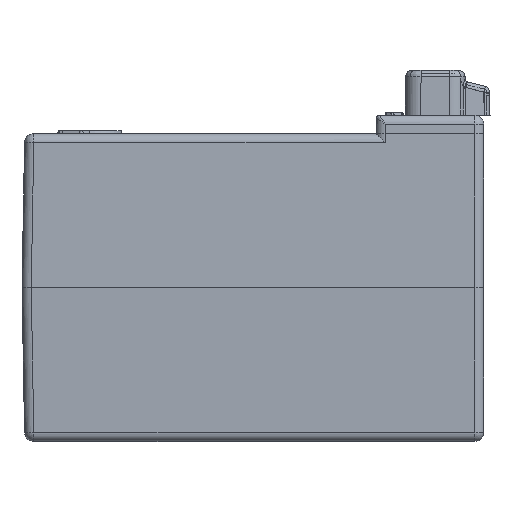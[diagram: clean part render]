
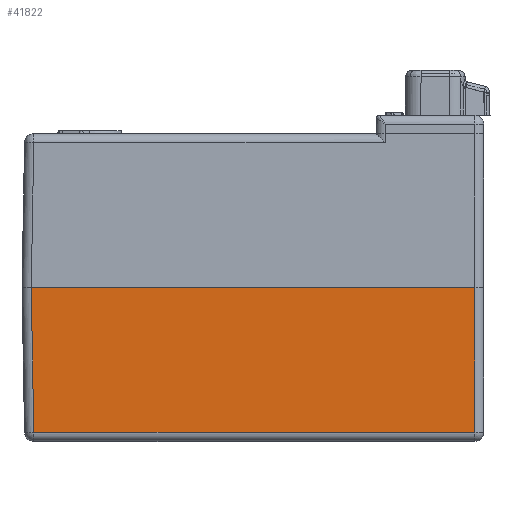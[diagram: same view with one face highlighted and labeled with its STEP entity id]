
A CAD part, left-side view. The second image highlights one B-rep face of the part: STEP entity #41822.
In plain terms, the highlighted planar face has unit normal (-1, 0, -0.018).
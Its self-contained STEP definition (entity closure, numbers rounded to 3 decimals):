
#3086 = EDGE_LOOP ( 'NONE', ( #52805, #52717, #52708, #52799 ) ) ;
#12848 = EDGE_CURVE ( 'NONE', #23737, #21995, #43360, .T. ) ;
#12892 = EDGE_CURVE ( 'NONE', #21872, #21995, #43471, .T. ) ;
#12907 = EDGE_CURVE ( 'NONE', #21905, #21872, #43458, .T. ) ;
#12948 = EDGE_CURVE ( 'NONE', #23737, #21905, #42266, .T. ) ;
#16121 = CARTESIAN_POINT ( 'NONE',  ( -219.179, -72., -47.052 ) ) ;
#16150 = CARTESIAN_POINT ( 'NONE',  ( -219.179, 71.179, -47.052 ) ) ;
#16238 = CARTESIAN_POINT ( 'NONE',  ( -220., -72., 0. ) ) ;
#16569 = CARTESIAN_POINT ( 'NONE',  ( -220., 72., 0. ) ) ;
#21872 = VERTEX_POINT ( 'NONE', #16121 ) ;
#21905 = VERTEX_POINT ( 'NONE', #16150 ) ;
#21995 = VERTEX_POINT ( 'NONE', #16238 ) ;
#23737 = VERTEX_POINT ( 'NONE', #16569 ) ;
#24817 = AXIS2_PLACEMENT_3D ( 'NONE', #57006, #57045, #57004 ) ;
#38490 = DIRECTION ( 'NONE',  ( 0., -1., 0. ) ) ;
#38524 = CARTESIAN_POINT ( 'NONE',  ( -220., 75., 0. ) ) ;
#38620 = DIRECTION ( 'NONE',  ( -0.017, 0., 1. ) ) ;
#38639 = CARTESIAN_POINT ( 'NONE',  ( -220., -72., 0. ) ) ;
#38722 = DIRECTION ( 'NONE',  ( 0., -1., 0. ) ) ;
#38765 = CARTESIAN_POINT ( 'NONE',  ( -219.179, -75., -47.052 ) ) ;
#38994 = DIRECTION ( 'NONE',  ( 0.017, -0.017, -1. ) ) ;
#39047 = CARTESIAN_POINT ( 'NONE',  ( -220.001, 72.001, 0.052 ) ) ;
#41822 = ADVANCED_FACE ( 'NONE', ( #54036 ), #57026, .T. ) ;
#42266 = LINE ( 'NONE', #39047, #42285 ) ;
#42285 = VECTOR ( 'NONE', #38994, 1000. ) ;
#43356 = VECTOR ( 'NONE', #38490, 1000. ) ;
#43360 = LINE ( 'NONE', #38524, #43356 ) ;
#43446 = VECTOR ( 'NONE', #38722, 1000. ) ;
#43458 = LINE ( 'NONE', #38765, #43446 ) ;
#43466 = VECTOR ( 'NONE', #38620, 1000. ) ;
#43471 = LINE ( 'NONE', #38639, #43466 ) ;
#52708 = ORIENTED_EDGE ( 'NONE', *, *, #12907, .T. ) ;
#52717 = ORIENTED_EDGE ( 'NONE', *, *, #12948, .T. ) ;
#52799 = ORIENTED_EDGE ( 'NONE', *, *, #12892, .T. ) ;
#52805 = ORIENTED_EDGE ( 'NONE', *, *, #12848, .F. ) ;
#54036 = FACE_OUTER_BOUND ( 'NONE', #3086, .T. ) ;
#57004 = DIRECTION ( 'NONE',  ( 0.017, 0., -1. ) ) ;
#57006 = CARTESIAN_POINT ( 'NONE',  ( -220., 75., 0. ) ) ;
#57026 = PLANE ( 'NONE',  #24817 ) ;
#57045 = DIRECTION ( 'NONE',  ( -1., 0., -0.017 ) ) ;
